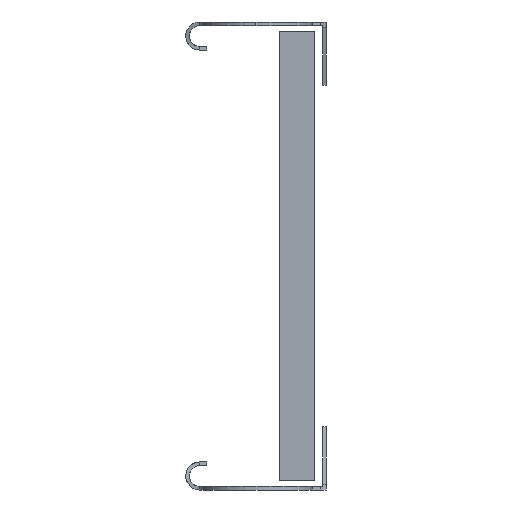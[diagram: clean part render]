
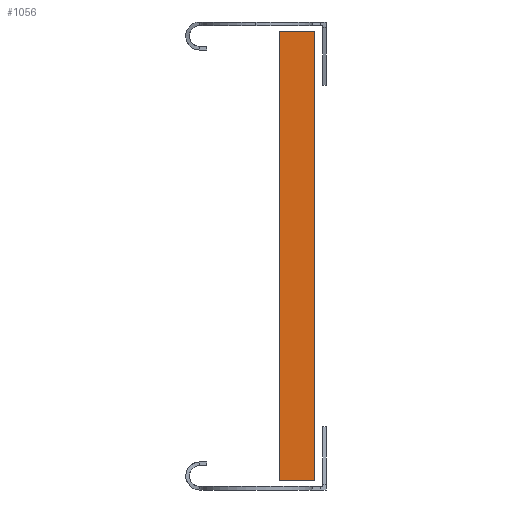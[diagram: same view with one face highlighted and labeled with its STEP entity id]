
A CAD part, left-side view. The second image highlights one B-rep face of the part: STEP entity #1056.
In plain terms, the highlighted planar face has unit normal (-1, 0, 0).
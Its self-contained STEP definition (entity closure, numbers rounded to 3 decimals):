
#100 = AXIS2_PLACEMENT_3D ( 'NONE', #4574, #4952, #1928 ) ;
#324 = ORIENTED_EDGE ( 'NONE', *, *, #4154, .F. ) ;
#354 = PLANE ( 'NONE',  #100 ) ;
#490 = DIRECTION ( 'NONE',  ( 0., 1., 0. ) ) ;
#645 = VECTOR ( 'NONE', #1958, 1000. ) ;
#676 = VECTOR ( 'NONE', #490, 1000. ) ;
#1056 = ADVANCED_FACE ( 'NONE', ( #2621 ), #354, .F. ) ;
#1207 = EDGE_CURVE ( 'NONE', #1590, #4788, #2616, .T. ) ;
#1249 = CARTESIAN_POINT ( 'NONE',  ( -15., 3., -96. ) ) ;
#1528 = CARTESIAN_POINT ( 'NONE',  ( -15., 15., -96. ) ) ;
#1590 = VERTEX_POINT ( 'NONE', #4922 ) ;
#1680 = VECTOR ( 'NONE', #2122, 1000. ) ;
#1916 = CARTESIAN_POINT ( 'NONE',  ( -15., 0., -96. ) ) ;
#1928 = DIRECTION ( 'NONE',  ( 0., 0., -1. ) ) ;
#1947 = CARTESIAN_POINT ( 'NONE',  ( -15., 15., 96. ) ) ;
#1958 = DIRECTION ( 'NONE',  ( 0., 0., 1. ) ) ;
#2122 = DIRECTION ( 'NONE',  ( 0., -1., 0. ) ) ;
#2227 = LINE ( 'NONE', #1249, #676 ) ;
#2388 = ORIENTED_EDGE ( 'NONE', *, *, #1207, .T. ) ;
#2399 = CARTESIAN_POINT ( 'NONE',  ( -15., 15., -96. ) ) ;
#2616 = LINE ( 'NONE', #1916, #2876 ) ;
#2621 = FACE_OUTER_BOUND ( 'NONE', #3075, .T. ) ;
#2876 = VECTOR ( 'NONE', #4907, 1000. ) ;
#3039 = VERTEX_POINT ( 'NONE', #1947 ) ;
#3057 = ORIENTED_EDGE ( 'NONE', *, *, #4567, .F. ) ;
#3075 = EDGE_LOOP ( 'NONE', ( #4352, #324, #3057, #2388 ) ) ;
#3154 = VERTEX_POINT ( 'NONE', #1528 ) ;
#3537 = LINE ( 'NONE', #2399, #645 ) ;
#3713 = CARTESIAN_POINT ( 'NONE',  ( -15., 3., 96. ) ) ;
#3974 = EDGE_CURVE ( 'NONE', #3039, #4788, #4585, .T. ) ;
#4154 = EDGE_CURVE ( 'NONE', #3154, #3039, #3537, .T. ) ;
#4352 = ORIENTED_EDGE ( 'NONE', *, *, #3974, .F. ) ;
#4373 = CARTESIAN_POINT ( 'NONE',  ( -15., 0., 96. ) ) ;
#4567 = EDGE_CURVE ( 'NONE', #1590, #3154, #2227, .T. ) ;
#4574 = CARTESIAN_POINT ( 'NONE',  ( -15., 3., -96. ) ) ;
#4585 = LINE ( 'NONE', #3713, #1680 ) ;
#4788 = VERTEX_POINT ( 'NONE', #4373 ) ;
#4907 = DIRECTION ( 'NONE',  ( 0., 0., 1. ) ) ;
#4922 = CARTESIAN_POINT ( 'NONE',  ( -15., 0., -96. ) ) ;
#4952 = DIRECTION ( 'NONE',  ( 1., 0., 0. ) ) ;
